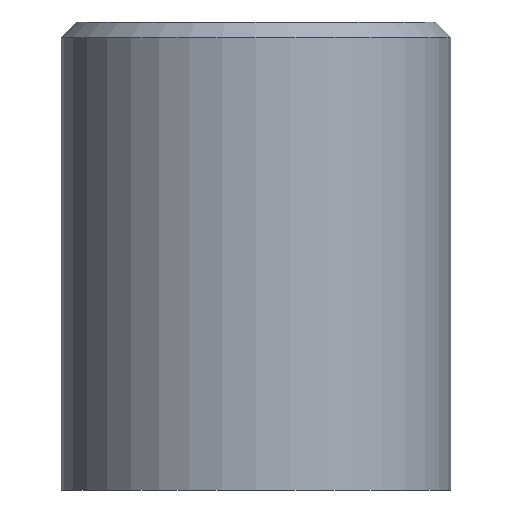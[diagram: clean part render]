
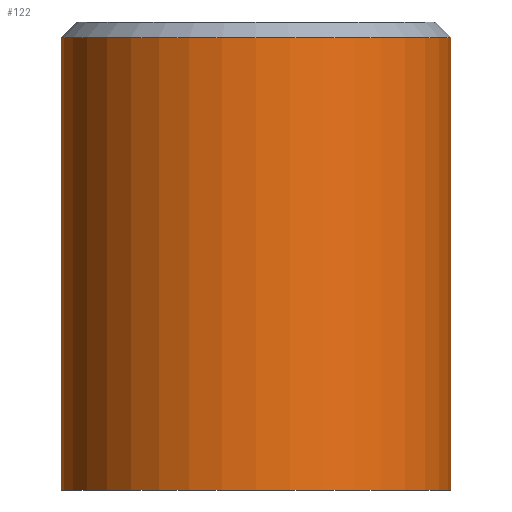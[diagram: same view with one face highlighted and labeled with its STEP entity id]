
A CAD part, front view. The second image highlights one B-rep face of the part: STEP entity #122.
In plain terms, the highlighted cylindrical face has radius 25 mm (diameter 50 mm), a partial arc.
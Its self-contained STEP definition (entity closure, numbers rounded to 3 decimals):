
#82=EDGE_CURVE('',#166,#162,#197,.T.);
#94=EDGE_CURVE('',#118,#138,#209,.T.);
#118=VERTEX_POINT('',#235);
#122=ADVANCED_FACE('',(#239),#240,.T.);
#138=VERTEX_POINT('',#256);
#154=EDGE_CURVE('',#138,#162,#279,.T.);
#160=EDGE_CURVE('',#166,#118,#285,.T.);
#162=VERTEX_POINT('',#287);
#166=VERTEX_POINT('',#292);
#197=CIRCLE('',#317,25.0);
#209=CIRCLE('',#335,25.0);
#235=CARTESIAN_POINT('',(25.0,0.,0.));
#239=FACE_OUTER_BOUND('',#368,.T.);
#240=CYLINDRICAL_SURFACE('',#369,25.0);
#256=CARTESIAN_POINT('',(-25.0,0.,0.));
#279=LINE('',#417,#418);
#285=LINE('',#429,#430);
#287=CARTESIAN_POINT('',(-25.0,0.,58.0));
#292=CARTESIAN_POINT('',(25.0,0.,58.0));
#317=AXIS2_PLACEMENT_3D('',#467,#468,#469);
#335=AXIS2_PLACEMENT_3D('',#480,#481,#482);
#368=EDGE_LOOP('',(#513,#514,#515,#516));
#369=AXIS2_PLACEMENT_3D('',#517,#518,#519);
#417=CARTESIAN_POINT('',(-25.0,0.,29.0));
#418=VECTOR('',#566,1.0);
#429=CARTESIAN_POINT('',(25.0,0.,29.0));
#430=VECTOR('',#569,1.0);
#467=CARTESIAN_POINT('',(0.,0.,58.0));
#468=DIRECTION('',(0.0,0.0,-1.0));
#469=DIRECTION('',(1.0,0.,0.0));
#480=CARTESIAN_POINT('',(0.,0.,0.));
#481=DIRECTION('',(0.0,0.0,-1.0));
#482=DIRECTION('',(1.0,0.,0.0));
#513=ORIENTED_EDGE('',*,*,#160,.F.);
#514=ORIENTED_EDGE('',*,*,#82,.T.);
#515=ORIENTED_EDGE('',*,*,#154,.F.);
#516=ORIENTED_EDGE('',*,*,#94,.F.);
#517=CARTESIAN_POINT('',(0.,0.,29.0));
#518=DIRECTION('',(-0.0,-0.0,1.0));
#519=DIRECTION('',(1.0,0.,0.0));
#566=DIRECTION('',(-0.0,-0.0,1.0));
#569=DIRECTION('',(0.0,0.0,-1.0));
